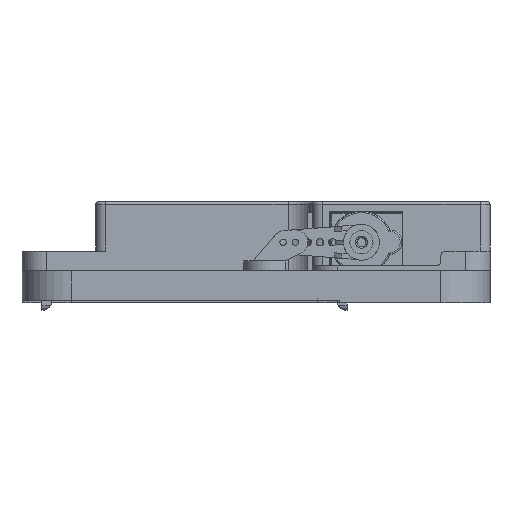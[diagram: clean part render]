
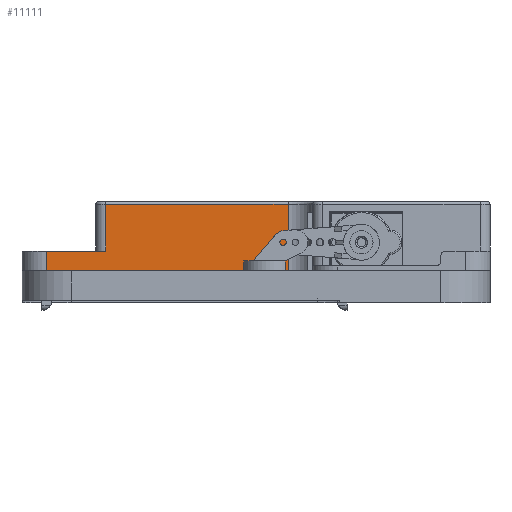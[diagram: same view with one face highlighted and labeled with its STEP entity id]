
A CAD part, front view. The second image highlights one B-rep face of the part: STEP entity #11111.
In plain terms, the highlighted planar face has unit normal (0, -1, 0).
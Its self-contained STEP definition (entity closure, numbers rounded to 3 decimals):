
#919=FACE_OUTER_BOUND('',#1562,.T.);
#1562=EDGE_LOOP('',(#9661,#9662,#9663,#9664,#9665,#9666));
#2577=LINE('',#18865,#3716);
#2648=LINE('',#19112,#3787);
#2649=LINE('',#19116,#3788);
#2650=LINE('',#19118,#3789);
#2651=LINE('',#19120,#3790);
#2652=LINE('',#19121,#3791);
#3716=VECTOR('',#14615,10.);
#3787=VECTOR('',#14884,10.);
#3788=VECTOR('',#14889,10.);
#3789=VECTOR('',#14890,10.);
#3790=VECTOR('',#14891,10.);
#3791=VECTOR('',#14892,10.);
#5176=VERTEX_POINT('',#18859);
#5177=VERTEX_POINT('',#18863);
#5254=VERTEX_POINT('',#19111);
#5255=VERTEX_POINT('',#19115);
#5256=VERTEX_POINT('',#19117);
#5257=VERTEX_POINT('',#19119);
#6642=EDGE_CURVE('',#5176,#5177,#2577,.T.);
#6765=EDGE_CURVE('',#5177,#5254,#2648,.T.);
#6767=EDGE_CURVE('',#5255,#5176,#2649,.T.);
#6768=EDGE_CURVE('',#5255,#5256,#2650,.T.);
#6769=EDGE_CURVE('',#5257,#5256,#2651,.T.);
#6770=EDGE_CURVE('',#5257,#5254,#2652,.T.);
#9661=ORIENTED_EDGE('',*,*,#6642,.F.);
#9662=ORIENTED_EDGE('',*,*,#6767,.F.);
#9663=ORIENTED_EDGE('',*,*,#6768,.T.);
#9664=ORIENTED_EDGE('',*,*,#6769,.F.);
#9665=ORIENTED_EDGE('',*,*,#6770,.T.);
#9666=ORIENTED_EDGE('',*,*,#6765,.F.);
#10550=PLANE('',#12080);
#11111=ADVANCED_FACE('',(#919),#10550,.T.);
#12080=AXIS2_PLACEMENT_3D('',#19114,#14887,#14888);
#14615=DIRECTION('',(1.,0.,0.));
#14884=DIRECTION('',(0.,0.,-1.));
#14887=DIRECTION('center_axis',(0.,-1.,0.));
#14888=DIRECTION('ref_axis',(1.,0.,0.));
#14889=DIRECTION('',(0.,0.,1.));
#14890=DIRECTION('',(-1.,0.,0.));
#14891=DIRECTION('',(0.,0.,1.));
#14892=DIRECTION('',(1.,0.,0.));
#18859=CARTESIAN_POINT('',(17.,115.,19.5));
#18863=CARTESIAN_POINT('',(54.,115.,19.5));
#18865=CARTESIAN_POINT('',(23.75,115.,19.5));
#19111=CARTESIAN_POINT('',(54.,115.,6.));
#19112=CARTESIAN_POINT('',(54.,115.,6.));
#19114=CARTESIAN_POINT('Origin',(0.,115.,6.));
#19115=CARTESIAN_POINT('',(17.,115.,10.));
#19116=CARTESIAN_POINT('',(17.,115.,13.));
#19117=CARTESIAN_POINT('',(5.,115.,10.));
#19118=CARTESIAN_POINT('',(3.75,115.,10.));
#19119=CARTESIAN_POINT('',(5.,115.,6.));
#19120=CARTESIAN_POINT('',(5.,115.,6.));
#19121=CARTESIAN_POINT('',(0.,115.,6.));
